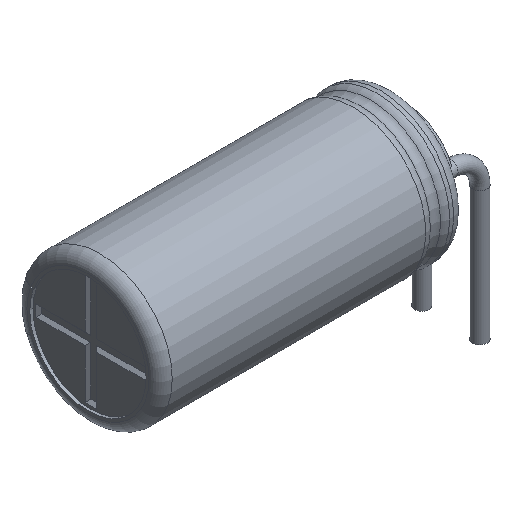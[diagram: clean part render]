
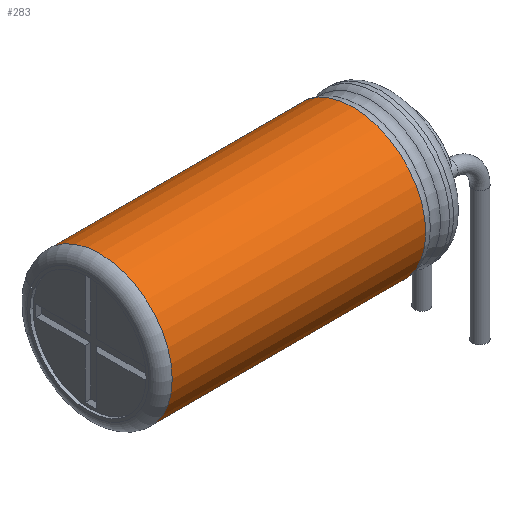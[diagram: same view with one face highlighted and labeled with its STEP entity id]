
A CAD part, isometric view. The second image highlights one B-rep face of the part: STEP entity #283.
In plain terms, the highlighted cylindrical face has radius 2.5 mm (diameter 5 mm), a partial arc.
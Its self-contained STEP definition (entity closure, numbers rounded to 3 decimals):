
#283=ADVANCED_FACE('',(#905),#907,.T.);
#905=FACE_BOUND('',#906,.T.);
#906=EDGE_LOOP('',(#1419,#1420,#1421,#1422));
#907=CYLINDRICAL_SURFACE('',#908,2.5);
#908=AXIS2_PLACEMENT_3D('',#909,#910,#911);
#909=CARTESIAN_POINT('',(-3.362,0.,2.6));
#910=DIRECTION('',(-1.,0.,0.));
#911=DIRECTION('',(0.,0.94,-0.342));
#1419=ORIENTED_EDGE('',*,*,#1698,.F.);
#1420=ORIENTED_EDGE('',*,*,#1722,.F.);
#1421=ORIENTED_EDGE('',*,*,#1673,.F.);
#1422=ORIENTED_EDGE('',*,*,#1721,.T.);
#1673=EDGE_CURVE('',#1883,#1885,#1886,.T.);
#1698=EDGE_CURVE('',#1930,#1932,#1933,.F.);
#1721=EDGE_CURVE('',#1883,#1932,#1966,.T.);
#1722=EDGE_CURVE('',#1885,#1930,#1967,.T.);
#1883=VERTEX_POINT('',#2278);
#1885=VERTEX_POINT('',#2283);
#1886=LINE('',#2284,#2285);
#1930=VERTEX_POINT('',#2388);
#1932=VERTEX_POINT('',#2393);
#1933=LINE('',#2394,#2395);
#1966=CIRCLE('',#2487,2.5);
#1967=CIRCLE('',#2491,2.5);
#2278=CARTESIAN_POINT('',(-3.362,2.349,1.745));
#2283=CARTESIAN_POINT('',(-12.1,2.349,1.745));
#2284=CARTESIAN_POINT('',(-3.362,2.349,1.745));
#2285=VECTOR('',#2286,1.);
#2286=DIRECTION('',(-1.,0.,0.));
#2388=CARTESIAN_POINT('',(-12.1,2.349,3.455));
#2393=CARTESIAN_POINT('',(-3.362,2.349,3.455));
#2394=CARTESIAN_POINT('',(-3.362,2.349,3.455));
#2395=VECTOR('',#2396,1.);
#2396=DIRECTION('',(-1.,0.,0.));
#2487=AXIS2_PLACEMENT_3D('',#2488,#2489,#2490);
#2488=CARTESIAN_POINT('',(-3.362,0.,2.6));
#2489=DIRECTION('',(-1.,0.,0.));
#2490=DIRECTION('',(0.,0.94,-0.342));
#2491=AXIS2_PLACEMENT_3D('',#2492,#2493,#2494);
#2492=CARTESIAN_POINT('',(-12.1,0.,2.6));
#2493=DIRECTION('',(-1.,0.,0.));
#2494=DIRECTION('',(0.,0.94,-0.342));
